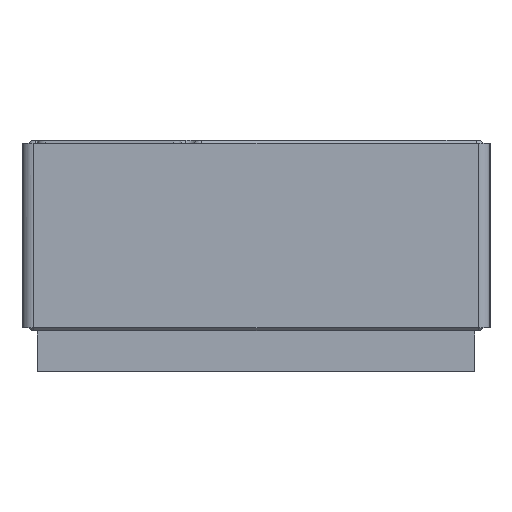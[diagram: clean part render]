
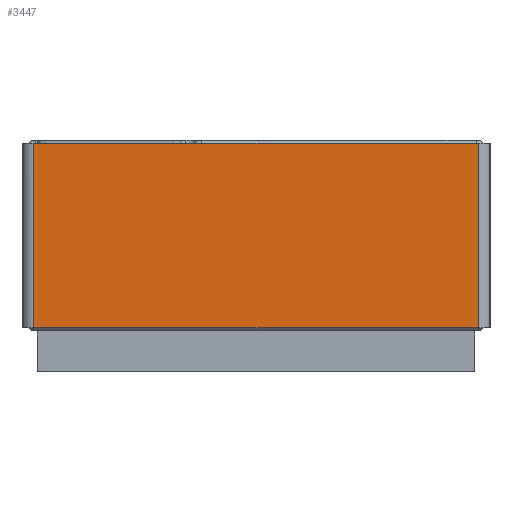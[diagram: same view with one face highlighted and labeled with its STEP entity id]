
A CAD part, left-side view. The second image highlights one B-rep face of the part: STEP entity #3447.
In plain terms, the highlighted planar face has unit normal (-1, 0, 0).
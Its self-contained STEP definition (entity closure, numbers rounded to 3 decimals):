
#2457 = VERTEX_POINT('',#2458);
#2458 = CARTESIAN_POINT('',(-3.2,1.44,1.48));
#2465 = EDGE_CURVE('',#2457,#2466,#2468,.T.);
#2466 = VERTEX_POINT('',#2467);
#2467 = CARTESIAN_POINT('',(-3.2,-1.44,1.48));
#2468 = B_SPLINE_CURVE_WITH_KNOTS('',3,(#2469,#2470,#2471,#2472),
  .UNSPECIFIED.,.F.,.F.,(4,4),(0.,1.),.PIECEWISE_BEZIER_KNOTS.);
#2469 = CARTESIAN_POINT('',(-3.2,1.44,1.48));
#2470 = CARTESIAN_POINT('',(-3.2,0.48,1.48));
#2471 = CARTESIAN_POINT('',(-3.2,-0.48,1.48));
#2472 = CARTESIAN_POINT('',(-3.2,-1.44,1.48));
#3425 = EDGE_CURVE('',#2466,#3426,#3428,.T.);
#3426 = VERTEX_POINT('',#3427);
#3427 = CARTESIAN_POINT('',(-3.2,-1.44,0.285));
#3428 = B_SPLINE_CURVE_WITH_KNOTS('',3,(#3429,#3430,#3431,#3432),
  .UNSPECIFIED.,.F.,.F.,(4,4),(0.,1.),.PIECEWISE_BEZIER_KNOTS.);
#3429 = CARTESIAN_POINT('',(-3.2,-1.44,1.48));
#3430 = CARTESIAN_POINT('',(-3.2,-1.44,1.082));
#3431 = CARTESIAN_POINT('',(-3.2,-1.44,0.683));
#3432 = CARTESIAN_POINT('',(-3.2,-1.44,0.285));
#3447 = ADVANCED_FACE('',(#3448),#3468,.F.);
#3448 = FACE_BOUND('',#3449,.T.);
#3449 = EDGE_LOOP('',(#3450,#3451,#3452,#3461));
#3450 = ORIENTED_EDGE('',*,*,#3425,.F.);
#3451 = ORIENTED_EDGE('',*,*,#2465,.F.);
#3452 = ORIENTED_EDGE('',*,*,#3453,.F.);
#3453 = EDGE_CURVE('',#3454,#2457,#3456,.T.);
#3454 = VERTEX_POINT('',#3455);
#3455 = CARTESIAN_POINT('',(-3.2,1.44,0.285));
#3456 = B_SPLINE_CURVE_WITH_KNOTS('',3,(#3457,#3458,#3459,#3460),
  .UNSPECIFIED.,.F.,.F.,(4,4),(0.,1.),.PIECEWISE_BEZIER_KNOTS.);
#3457 = CARTESIAN_POINT('',(-3.2,1.44,0.285));
#3458 = CARTESIAN_POINT('',(-3.2,1.44,0.683));
#3459 = CARTESIAN_POINT('',(-3.2,1.44,1.082));
#3460 = CARTESIAN_POINT('',(-3.2,1.44,1.48));
#3461 = ORIENTED_EDGE('',*,*,#3462,.F.);
#3462 = EDGE_CURVE('',#3426,#3454,#3463,.T.);
#3463 = B_SPLINE_CURVE_WITH_KNOTS('',3,(#3464,#3465,#3466,#3467),
  .UNSPECIFIED.,.F.,.F.,(4,4),(0.,1.),.PIECEWISE_BEZIER_KNOTS.);
#3464 = CARTESIAN_POINT('',(-3.2,-1.44,0.285));
#3465 = CARTESIAN_POINT('',(-3.2,-0.48,0.285));
#3466 = CARTESIAN_POINT('',(-3.2,0.48,0.285));
#3467 = CARTESIAN_POINT('',(-3.2,1.44,0.285));
#3468 = PLANE('',#3469);
#3469 = AXIS2_PLACEMENT_3D('',#3470,#3471,#3472);
#3470 = CARTESIAN_POINT('',(-3.2,1.515,1.5));
#3471 = DIRECTION('',(1.,0.,0.));
#3472 = DIRECTION('',(0.,1.,0.));
